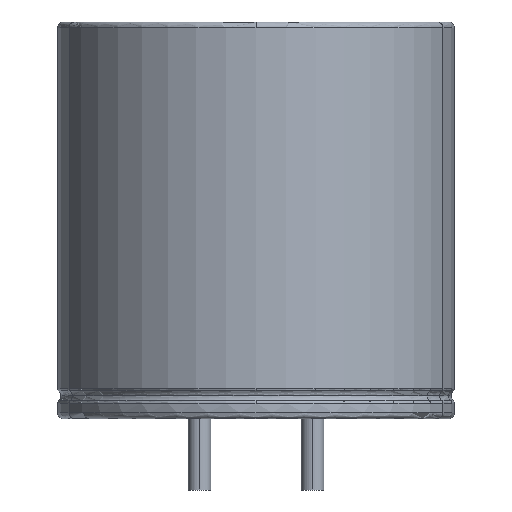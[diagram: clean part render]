
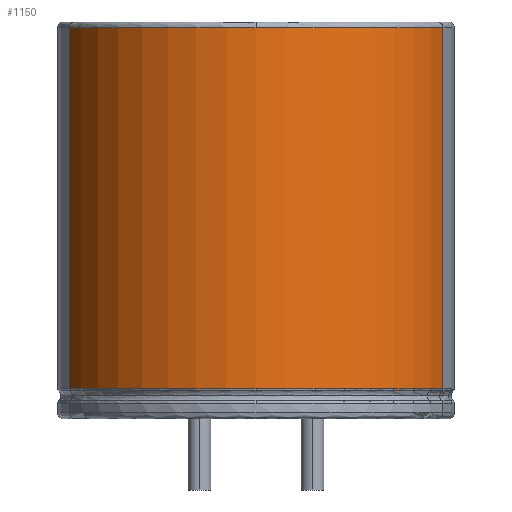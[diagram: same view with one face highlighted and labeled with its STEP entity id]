
A CAD part, front view. The second image highlights one B-rep face of the part: STEP entity #1150.
In plain terms, the highlighted cylindrical face has radius 17.5 mm (diameter 35 mm), a partial arc.
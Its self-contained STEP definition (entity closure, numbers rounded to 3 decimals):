
#376 = EDGE_CURVE('',#377,#379,#381,.T.);
#377 = VERTEX_POINT('',#378);
#378 = CARTESIAN_POINT('',(0.,-17.5,34.65));
#379 = VERTEX_POINT('',#380);
#380 = CARTESIAN_POINT('',(-16.499,-5.833,34.65));
#381 = CIRCLE('',#382,17.5);
#382 = AXIS2_PLACEMENT_3D('',#383,#384,#385);
#383 = CARTESIAN_POINT('',(0.,0.,34.65));
#384 = DIRECTION('',(0.,0.,-1.));
#385 = DIRECTION('',(0.,-1.,0.));
#472 = VERTEX_POINT('',#473);
#473 = CARTESIAN_POINT('',(0.,-17.5,2.778));
#480 = EDGE_CURVE('',#481,#472,#483,.T.);
#481 = VERTEX_POINT('',#482);
#482 = CARTESIAN_POINT('',(-16.499,-5.833,2.778)
  );
#483 = CIRCLE('',#484,17.5);
#484 = AXIS2_PLACEMENT_3D('',#485,#486,#487);
#485 = CARTESIAN_POINT('',(0.,0.,2.778));
#486 = DIRECTION('',(0.,0.,1.));
#487 = DIRECTION('',(0.,-1.,0.));
#889 = VERTEX_POINT('',#890);
#890 = CARTESIAN_POINT('',(16.499,-5.833,2.778)
  );
#899 = EDGE_CURVE('',#472,#889,#900,.T.);
#900 = CIRCLE('',#901,17.5);
#901 = AXIS2_PLACEMENT_3D('',#902,#903,#904);
#902 = CARTESIAN_POINT('',(0.,0.,2.778));
#903 = DIRECTION('',(0.,0.,1.));
#904 = DIRECTION('',(0.,-1.,0.));
#1046 = EDGE_CURVE('',#1047,#377,#1049,.T.);
#1047 = VERTEX_POINT('',#1048);
#1048 = CARTESIAN_POINT('',(16.499,-5.833,34.65));
#1049 = CIRCLE('',#1050,17.5);
#1050 = AXIS2_PLACEMENT_3D('',#1051,#1052,#1053);
#1051 = CARTESIAN_POINT('',(0.,0.,34.65));
#1052 = DIRECTION('',(0.,0.,-1.));
#1053 = DIRECTION('',(0.,-1.,0.));
#1150 = ADVANCED_FACE('',(#1151),#1169,.T.);
#1151 = FACE_BOUND('',#1152,.T.);
#1152 = EDGE_LOOP('',(#1153,#1154,#1155,#1161,#1162,#1163));
#1153 = ORIENTED_EDGE('',*,*,#480,.T.);
#1154 = ORIENTED_EDGE('',*,*,#899,.T.);
#1155 = ORIENTED_EDGE('',*,*,#1156,.T.);
#1156 = EDGE_CURVE('',#889,#1047,#1157,.T.);
#1157 = LINE('',#1158,#1159);
#1158 = CARTESIAN_POINT('',(16.499,-5.833,
    -2.062));
#1159 = VECTOR('',#1160,1.);
#1160 = DIRECTION('',(0.,0.,1.));
#1161 = ORIENTED_EDGE('',*,*,#1046,.T.);
#1162 = ORIENTED_EDGE('',*,*,#376,.T.);
#1163 = ORIENTED_EDGE('',*,*,#1164,.T.);
#1164 = EDGE_CURVE('',#379,#481,#1165,.T.);
#1165 = LINE('',#1166,#1167);
#1166 = CARTESIAN_POINT('',(-16.499,-5.833,
    -2.062));
#1167 = VECTOR('',#1168,1.);
#1168 = DIRECTION('',(0.,0.,-1.));
#1169 = CYLINDRICAL_SURFACE('',#1170,17.5);
#1170 = AXIS2_PLACEMENT_3D('',#1171,#1172,#1173);
#1171 = CARTESIAN_POINT('',(0.,0.,-2.062
    ));
#1172 = DIRECTION('',(0.,0.,-1.));
#1173 = DIRECTION('',(0.,1.,0.));
